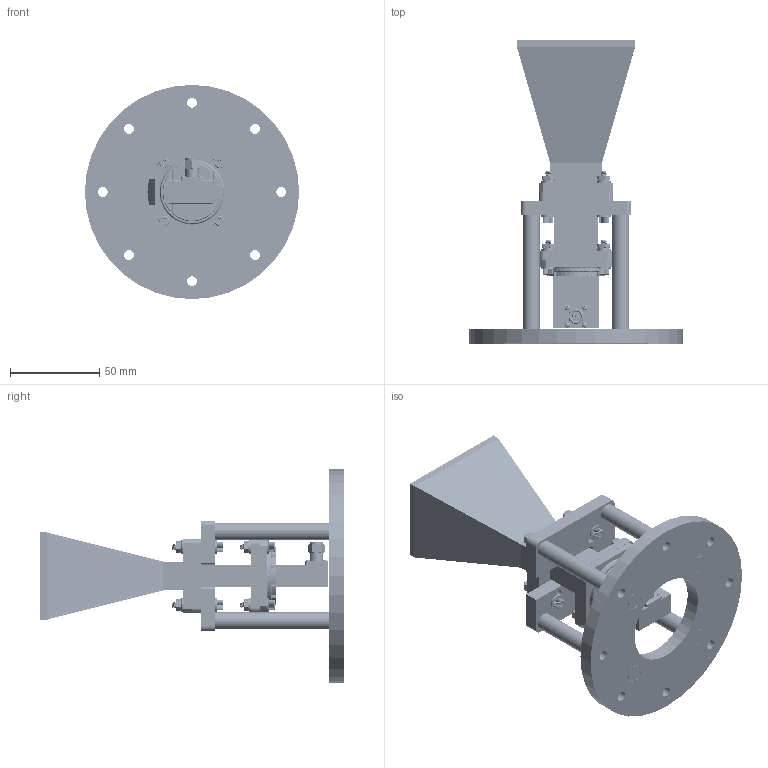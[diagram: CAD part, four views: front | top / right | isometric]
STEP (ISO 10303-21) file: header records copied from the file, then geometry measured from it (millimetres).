
FILE_DESCRIPTION (( 'STEP AP214' ), '1' );
FILE_NAME ('FM1WAN090-15SM_3D.step', '2023-10-25T19:21:50', ( '' ), ( '' ), 'SwSTEP 2.0', 'SolidWorks 2022', '' );
FILE_SCHEMA (( 'AUTOMOTIVE_DESIGN' ));
Length unit declared in the file: inch
Products named in the file (15): SMA MALE CONN^PEWCA1030; Copy of PEWAN062-090-MNT_UPR PLT^PEWAN062-090-MNT; 6-32HN-NARROW^FM1WAN090-15SM_90730A007; PEWAN090-15; Copy of PEWAN062-090-MNT_STDF RND M4 FEM, 8OD X 64LG^PEWAN062-090-MNT; Copy of PEWCA10230^PEWCA1030; FM1WAN090-15SM_3D; HD-100WAL50PPA; Copy of PEWAN062-090-MNT_LWR PLT^PEWAN062-090-MNT; PEWAN062-090-MNT; PEWCA1030; 6-FW^FM1WAN090-15SM_91166A230; 6-LW^FM1WAN090-15SM; 6-32SH-HXx1^FM1WAN090-15SM_92196A150; 6-32SH-HXx.625^FM1WAN090-15SM_92196A150
Assembly tree (52 placements, depth 3):
  FM1WAN090-15SM_3D
    PEWAN062-090-MNT
      Copy of PEWAN062-090-MNT_UPR PLT^PEWAN062-090-MNT
      Copy of PEWAN062-090-MNT_LWR PLT^PEWAN062-090-MNT
      Copy of PEWAN062-090-MNT_STDF RND M4 FEM, 8OD X 64LG^PEWAN062-090-MNT  x4
    HD-100WAL50PPA
    PEWAN090-15
    PEWCA1030
      Copy of PEWCA10230^PEWCA1030
      SMA MALE CONN^PEWCA1030
    6-FW^FM1WAN090-15SM_91166A230  x16
    6-LW^FM1WAN090-15SM  x8
    6-32SH-HXx1^FM1WAN090-15SM_92196A150  x4
    6-32SH-HXx.625^FM1WAN090-15SM_92196A150  x4
    6-32HN-NARROW^FM1WAN090-15SM_90730A007  x8
Bounding box: 120 x 170 x 120 mm (x, y, z)
Volume: 193667.4 mm3; surface area: 101403 mm2
Topology: 54 solids, 54 shells, 3810 faces, 9437 edges, 5733 vertices
Faces by surface type: plane 1389, cylinder 1376, cone 739, torus 158, bspline 140, sphere 8
Entity records: 60895 total; most frequent: CARTESIAN_POINT 26654, ORIENTED_EDGE 6990, DIRECTION 5582, EDGE_CURVE 3495, VERTEX_POINT 2155, AXIS2_PLACEMENT_3D 2134, EDGE_LOOP 1504, FACE_OUTER_BOUND 1392
